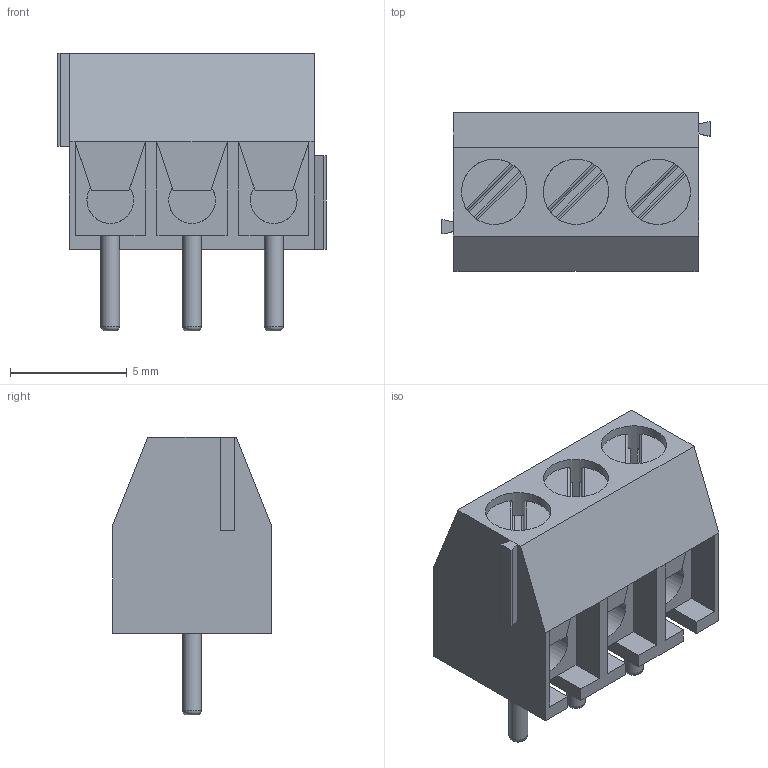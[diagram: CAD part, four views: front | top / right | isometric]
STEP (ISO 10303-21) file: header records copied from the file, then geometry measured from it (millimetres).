
FILE_DESCRIPTION(('FreeCAD Model'),'2;1');
FILE_NAME('DG350-3.5-3.step','2023-04-16T15:36:06',('kicad StepUp') ,('ksu MCAD'),'Open CASCADE STEP processor 7.4','FreeCAD','Unknown');
FILE_SCHEMA(('AUTOMOTIVE_DESIGN { 1 0 10303 214 1 1 1 1 }'));
Length unit declared in the file: millimetre
Products named in the file (1): DG350-3.5-3
Bounding box: 11.5 x 6.8 x 11.9 mm (x, y, z)
Volume: 407.4 mm3; surface area: 1158.4 mm2
Topology: 7 solids, 7 shells, 152 faces, 375 edges, 237 vertices
Faces by surface type: plane 125, cylinder 24, torus 3
Full cylindrical faces by diameter (mm): 0.8 x3, 2 x3, 2.8 x4
Entity records: 5552 total; most frequent: CARTESIAN_POINT 961, ORIENTED_EDGE 742, DIRECTION 693, EDGE_CURVE 371, LINE 299, VECTOR 299, VERTEX_POINT 237, AXIS2_PLACEMENT_3D 197
